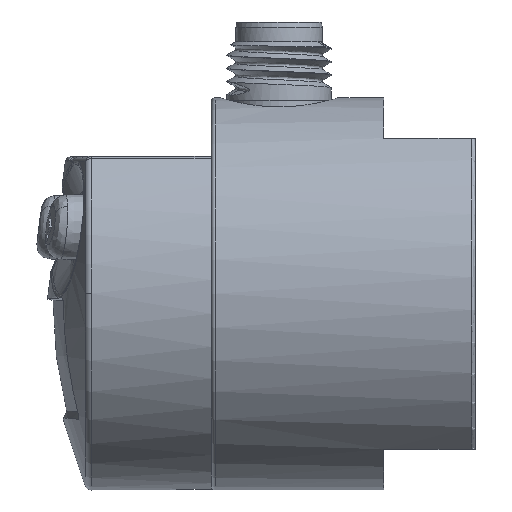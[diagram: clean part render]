
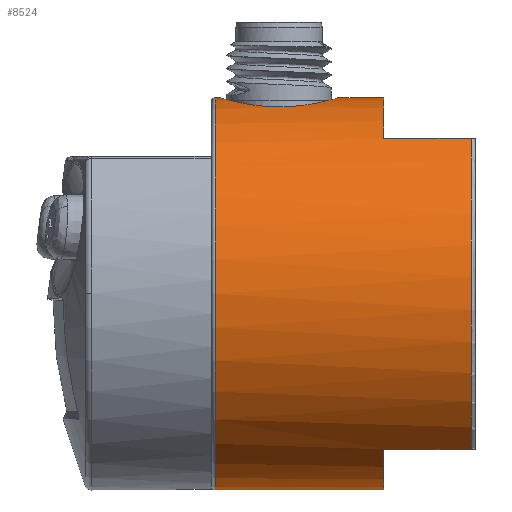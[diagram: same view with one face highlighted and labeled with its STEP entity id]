
A CAD part, top view. The second image highlights one B-rep face of the part: STEP entity #8524.
In plain terms, the highlighted cylindrical face has radius 15 mm (diameter 30 mm), a full revolution.
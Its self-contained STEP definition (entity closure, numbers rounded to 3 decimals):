
#125=FACE_BOUND('',#1927,.T.);
#465=B_SPLINE_CURVE_WITH_KNOTS('',3,(#17881,#17882,#17883,#17884,#17885,
#17886,#17887,#17888,#17889,#17890,#17891,#17892,#17893,#17894,#17895,#17896,
#17897,#17898,#17899,#17900,#17901,#17902,#17903,#17904,#17905,#17906,#17907,
#17908,#17909,#17910,#17911,#17912,#17913,#17914),.UNSPECIFIED.,.T.,.F.,
(4,2,2,2,2,2,2,2,2,2,2,2,2,2,2,2,4),(-2.73,-2.56,
-2.389,-2.218,-2.048,-1.877,
-1.707,-1.536,-1.365,-1.195,
-1.024,-0.853,-0.683,-0.512,
-0.341,-0.171,0.),.UNSPECIFIED.);
#831=CIRCLE('',#9271,15.);
#834=CIRCLE('',#9275,15.);
#835=CIRCLE('',#9276,15.);
#836=CIRCLE('',#9277,15.);
#837=CIRCLE('',#9278,15.);
#838=CIRCLE('',#9279,15.);
#1383=FACE_OUTER_BOUND('',#1926,.T.);
#1926=EDGE_LOOP('',(#7091,#7092,#7093,#7094,#7095,#7096,#7097,#7098,#7099,
#7100,#7101,#7102));
#1927=EDGE_LOOP('',(#7103));
#2635=LINE('',#17865,#3259);
#2636=LINE('',#17869,#3260);
#2637=LINE('',#17872,#3261);
#2638=LINE('',#17876,#3262);
#2639=LINE('',#17879,#3263);
#3259=VECTOR('',#11273,1000.);
#3260=VECTOR('',#11276,1000.);
#3261=VECTOR('',#11279,15.);
#3262=VECTOR('',#11282,1000.);
#3263=VECTOR('',#11285,1000.);
#3944=VERTEX_POINT('',#17855);
#3946=VERTEX_POINT('',#17861);
#3947=VERTEX_POINT('',#17862);
#3948=VERTEX_POINT('',#17864);
#3949=VERTEX_POINT('',#17866);
#3950=VERTEX_POINT('',#17868);
#3951=VERTEX_POINT('',#17870);
#3952=VERTEX_POINT('',#17873);
#3953=VERTEX_POINT('',#17875);
#3954=VERTEX_POINT('',#17877);
#3955=VERTEX_POINT('',#17880);
#5039=EDGE_CURVE('',#3944,#3944,#831,.T.);
#5042=EDGE_CURVE('',#3946,#3947,#834,.T.);
#5043=EDGE_CURVE('',#3947,#3948,#2635,.T.);
#5044=EDGE_CURVE('',#3949,#3948,#835,.T.);
#5045=EDGE_CURVE('',#3949,#3950,#2636,.T.);
#5046=EDGE_CURVE('',#3950,#3951,#836,.T.);
#5047=EDGE_CURVE('',#3951,#3944,#2637,.T.);
#5048=EDGE_CURVE('',#3951,#3952,#837,.T.);
#5049=EDGE_CURVE('',#3952,#3953,#2638,.T.);
#5050=EDGE_CURVE('',#3954,#3953,#838,.T.);
#5051=EDGE_CURVE('',#3954,#3946,#2639,.T.);
#5052=EDGE_CURVE('',#3955,#3955,#465,.T.);
#7091=ORIENTED_EDGE('',*,*,#5042,.T.);
#7092=ORIENTED_EDGE('',*,*,#5043,.T.);
#7093=ORIENTED_EDGE('',*,*,#5044,.F.);
#7094=ORIENTED_EDGE('',*,*,#5045,.T.);
#7095=ORIENTED_EDGE('',*,*,#5046,.T.);
#7096=ORIENTED_EDGE('',*,*,#5047,.T.);
#7097=ORIENTED_EDGE('',*,*,#5039,.F.);
#7098=ORIENTED_EDGE('',*,*,#5047,.F.);
#7099=ORIENTED_EDGE('',*,*,#5048,.T.);
#7100=ORIENTED_EDGE('',*,*,#5049,.T.);
#7101=ORIENTED_EDGE('',*,*,#5050,.F.);
#7102=ORIENTED_EDGE('',*,*,#5051,.T.);
#7103=ORIENTED_EDGE('',*,*,#5052,.T.);
#8166=CYLINDRICAL_SURFACE('',#9274,15.);
#8524=ADVANCED_FACE('',(#1383,#125),#8166,.T.);
#9271=AXIS2_PLACEMENT_3D('',#17856,#11263,#11264);
#9274=AXIS2_PLACEMENT_3D('',#17860,#11269,#11270);
#9275=AXIS2_PLACEMENT_3D('',#17863,#11271,#11272);
#9276=AXIS2_PLACEMENT_3D('',#17867,#11274,#11275);
#9277=AXIS2_PLACEMENT_3D('',#17871,#11277,#11278);
#9278=AXIS2_PLACEMENT_3D('',#17874,#11280,#11281);
#9279=AXIS2_PLACEMENT_3D('',#17878,#11283,#11284);
#11263=DIRECTION('center_axis',(-1.,0.,0.));
#11264=DIRECTION('ref_axis',(0.,-0.633,0.774));
#11269=DIRECTION('center_axis',(1.,0.,0.));
#11270=DIRECTION('ref_axis',(0.,1.,0.));
#11271=DIRECTION('center_axis',(-1.,0.,0.));
#11272=DIRECTION('ref_axis',(0.,1.,0.));
#11273=DIRECTION('',(1.,0.,0.));
#11274=DIRECTION('center_axis',(1.,0.,0.));
#11275=DIRECTION('ref_axis',(0.,0.,
-1.));
#11276=DIRECTION('',(-1.,0.,0.));
#11277=DIRECTION('center_axis',(-1.,0.,0.));
#11278=DIRECTION('ref_axis',(0.,1.,0.));
#11279=DIRECTION('',(-1.,0.,0.));
#11280=DIRECTION('center_axis',(-1.,0.,0.));
#11281=DIRECTION('ref_axis',(0.,1.,0.));
#11282=DIRECTION('',(1.,0.,0.));
#11283=DIRECTION('center_axis',(1.,0.,0.));
#11284=DIRECTION('ref_axis',(0.,0.,1.));
#11285=DIRECTION('',(-1.,0.,0.));
#17855=CARTESIAN_POINT('',(5.847,-15.099,0.));
#17856=CARTESIAN_POINT('Origin',(5.847,-0.099,0.));
#17860=CARTESIAN_POINT('Origin',(9.897,-0.099,0.));
#17861=CARTESIAN_POINT('',(18.747,11.801,9.132));
#17862=CARTESIAN_POINT('',(18.747,11.801,-9.132));
#17863=CARTESIAN_POINT('Origin',(18.747,-0.099,0.));
#17864=CARTESIAN_POINT('',(25.447,11.801,-9.132));
#17865=CARTESIAN_POINT('',(22.247,11.801,-9.132));
#17866=CARTESIAN_POINT('',(25.447,-11.999,-9.132));
#17867=CARTESIAN_POINT('Origin',(25.447,-0.099,0.));
#17868=CARTESIAN_POINT('',(18.747,-11.999,-9.132));
#17869=CARTESIAN_POINT('',(22.247,-11.999,-9.132));
#17870=CARTESIAN_POINT('',(18.747,-15.099,0.));
#17871=CARTESIAN_POINT('Origin',(18.747,-0.099,0.));
#17872=CARTESIAN_POINT('',(9.897,-15.099,0.));
#17873=CARTESIAN_POINT('',(18.747,-11.999,9.132));
#17874=CARTESIAN_POINT('Origin',(18.747,-0.099,0.));
#17875=CARTESIAN_POINT('',(25.447,-11.999,9.132));
#17876=CARTESIAN_POINT('',(22.247,-11.999,9.132));
#17877=CARTESIAN_POINT('',(25.447,11.801,9.132));
#17878=CARTESIAN_POINT('Origin',(25.447,-0.099,0.));
#17879=CARTESIAN_POINT('',(22.247,11.801,9.132));
#17880=CARTESIAN_POINT('',(6.247,14.901,0.));
#17881=CARTESIAN_POINT('Ctrl Pts',(10.747,14.21,-4.5));
#17882=CARTESIAN_POINT('Ctrl Pts',(11.316,14.21,-4.5));
#17883=CARTESIAN_POINT('Ctrl Pts',(11.92,14.248,-4.386));
#17884=CARTESIAN_POINT('Ctrl Pts',(13.028,14.381,-3.925));
#17885=CARTESIAN_POINT('Ctrl Pts',(13.531,14.474,-3.58));
#17886=CARTESIAN_POINT('Ctrl Pts',(14.326,14.646,-2.784));
#17887=CARTESIAN_POINT('Ctrl Pts',(14.672,14.737,-2.281));
#17888=CARTESIAN_POINT('Ctrl Pts',(15.132,14.866,-1.173));
#17889=CARTESIAN_POINT('Ctrl Pts',(15.247,14.901,-0.569));
#17890=CARTESIAN_POINT('Ctrl Pts',(15.247,14.901,0.569));
#17891=CARTESIAN_POINT('Ctrl Pts',(15.132,14.866,1.173));
#17892=CARTESIAN_POINT('Ctrl Pts',(14.672,14.737,2.281));
#17893=CARTESIAN_POINT('Ctrl Pts',(14.326,14.646,2.784));
#17894=CARTESIAN_POINT('Ctrl Pts',(13.531,14.474,3.58));
#17895=CARTESIAN_POINT('Ctrl Pts',(13.028,14.381,3.925));
#17896=CARTESIAN_POINT('Ctrl Pts',(11.92,14.248,4.386));
#17897=CARTESIAN_POINT('Ctrl Pts',(11.316,14.21,4.5));
#17898=CARTESIAN_POINT('Ctrl Pts',(10.178,14.21,4.5));
#17899=CARTESIAN_POINT('Ctrl Pts',(9.574,14.248,4.386));
#17900=CARTESIAN_POINT('Ctrl Pts',(8.466,14.381,3.925));
#17901=CARTESIAN_POINT('Ctrl Pts',(7.962,14.474,3.58));
#17902=CARTESIAN_POINT('Ctrl Pts',(7.167,14.646,2.784));
#17903=CARTESIAN_POINT('Ctrl Pts',(6.822,14.737,2.281));
#17904=CARTESIAN_POINT('Ctrl Pts',(6.361,14.866,1.173));
#17905=CARTESIAN_POINT('Ctrl Pts',(6.247,14.901,0.569));
#17906=CARTESIAN_POINT('Ctrl Pts',(6.247,14.901,-0.569));
#17907=CARTESIAN_POINT('Ctrl Pts',(6.361,14.866,-1.173));
#17908=CARTESIAN_POINT('Ctrl Pts',(6.822,14.737,-2.281));
#17909=CARTESIAN_POINT('Ctrl Pts',(7.167,14.646,-2.784));
#17910=CARTESIAN_POINT('Ctrl Pts',(7.962,14.474,-3.58));
#17911=CARTESIAN_POINT('Ctrl Pts',(8.466,14.381,-3.925));
#17912=CARTESIAN_POINT('Ctrl Pts',(9.574,14.248,-4.386));
#17913=CARTESIAN_POINT('Ctrl Pts',(10.178,14.21,-4.5));
#17914=CARTESIAN_POINT('Ctrl Pts',(10.747,14.21,-4.5));
